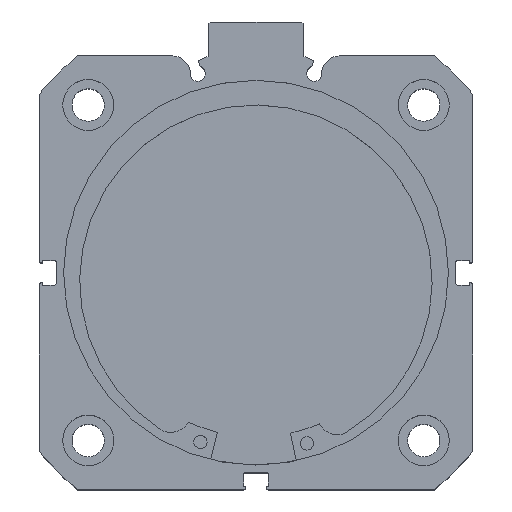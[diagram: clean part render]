
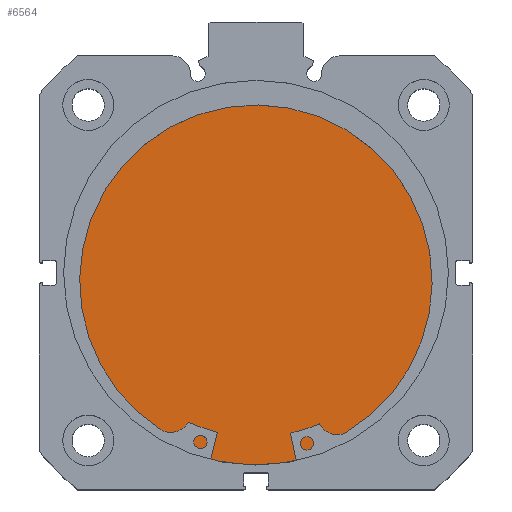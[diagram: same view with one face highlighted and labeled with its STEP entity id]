
A CAD part, top view. The second image highlights one B-rep face of the part: STEP entity #6564.
In plain terms, the highlighted face is planar.
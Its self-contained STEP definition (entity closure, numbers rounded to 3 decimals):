
#771 = EDGE_LOOP ( 'NONE', ( #5588, #5587 ) ) ;
#1130 = AXIS2_PLACEMENT_3D ( 'NONE', #2291, #2295, #2296 ) ;
#1657 = CARTESIAN_POINT ( 'NONE',  ( 13., 0., -51. ) ) ;
#1725 = CARTESIAN_POINT ( 'NONE',  ( 13., 0., 51. ) ) ;
#2291 = CARTESIAN_POINT ( 'NONE',  ( 13., 51., 0. ) ) ;
#2292 = PLANE ( 'NONE',  #1130 ) ;
#2295 = DIRECTION ( 'NONE',  ( -1., 0., 0. ) ) ;
#2296 = DIRECTION ( 'NONE',  ( 0., 0., 1. ) ) ;
#2490 = AXIS2_PLACEMENT_3D ( 'NONE', #4420, #4381, #4404 ) ;
#2513 = AXIS2_PLACEMENT_3D ( 'NONE', #4767, #4371, #4372 ) ;
#2692 = EDGE_CURVE ( 'NONE', #4509, #4470, #5897, .T. ) ;
#2710 = EDGE_CURVE ( 'NONE', #4470, #4509, #5907, .T. ) ;
#3321 = FACE_OUTER_BOUND ( 'NONE', #771, .T. ) ;
#4371 = DIRECTION ( 'NONE',  ( -1., 0., 0. ) ) ;
#4372 = DIRECTION ( 'NONE',  ( 0., 0., 1. ) ) ;
#4381 = DIRECTION ( 'NONE',  ( -1., 0., 0. ) ) ;
#4404 = DIRECTION ( 'NONE',  ( 0., 0., 1. ) ) ;
#4420 = CARTESIAN_POINT ( 'NONE',  ( 13., 0., 0. ) ) ;
#4470 = VERTEX_POINT ( 'NONE', #1657 ) ;
#4509 = VERTEX_POINT ( 'NONE', #1725 ) ;
#4767 = CARTESIAN_POINT ( 'NONE',  ( 13., 0., 0. ) ) ;
#5587 = ORIENTED_EDGE ( 'NONE', *, *, #2710, .F. ) ;
#5588 = ORIENTED_EDGE ( 'NONE', *, *, #2692, .F. ) ;
#5897 = CIRCLE ( 'NONE', #2513, 51. ) ;
#5907 = CIRCLE ( 'NONE', #2490, 51. ) ;
#6564 = ADVANCED_FACE ( 'NONE', ( #3321 ), #2292, .F. ) ;
